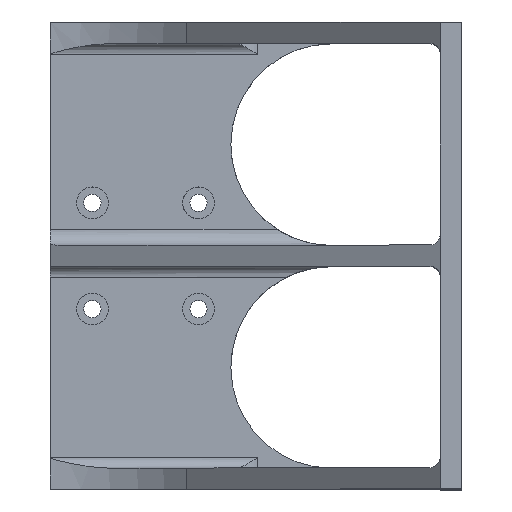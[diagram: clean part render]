
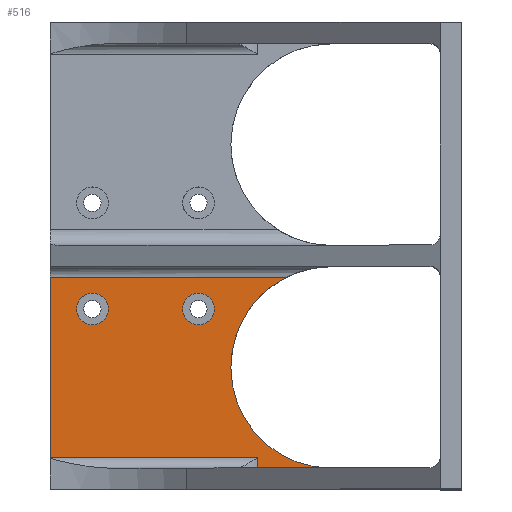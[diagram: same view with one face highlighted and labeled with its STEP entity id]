
A CAD part, top view. The second image highlights one B-rep face of the part: STEP entity #516.
In plain terms, the highlighted planar face has unit normal (0, 0, 1).
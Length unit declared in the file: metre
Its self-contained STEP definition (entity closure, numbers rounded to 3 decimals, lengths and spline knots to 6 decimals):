
#516=ADVANCED_FACE('0:431',(#1228,#1229,#1230),#1231,.T.);
#1228=FACE_OUTER_BOUND('',#7127,.T.);
#1229=FACE_BOUND('',#7128,.T.);
#1230=FACE_BOUND('',#7129,.T.);
#1231=PLANE('',#7130);
#7127=EDGE_LOOP('',(#8478,#8479,#8480,#8481,#8482,#8483,#8484,#8485,#8486,#8487,#8488));
#7128=EDGE_LOOP('',(#8489));
#7129=EDGE_LOOP('',(#8490,#8491));
#7130=AXIS2_PLACEMENT_3D('',#8492,#8493,#8494);
#8478=ORIENTED_EDGE('',*,*,#8991,.T.);
#8479=ORIENTED_EDGE('',*,*,#9102,.T.);
#8480=ORIENTED_EDGE('',*,*,#8884,.F.);
#8481=ORIENTED_EDGE('',*,*,#8921,.T.);
#8482=ORIENTED_EDGE('',*,*,#8943,.T.);
#8483=ORIENTED_EDGE('',*,*,#9142,.T.);
#8484=ORIENTED_EDGE('',*,*,#9234,.T.);
#8485=ORIENTED_EDGE('',*,*,#9139,.T.);
#8486=ORIENTED_EDGE('',*,*,#8905,.T.);
#8487=ORIENTED_EDGE('',*,*,#9047,.T.);
#8488=ORIENTED_EDGE('',*,*,#8992,.T.);
#8489=ORIENTED_EDGE('',*,*,#8949,.T.);
#8490=ORIENTED_EDGE('',*,*,#8955,.T.);
#8491=ORIENTED_EDGE('',*,*,#8954,.T.);
#8492=CARTESIAN_POINT('',(0.00762,-0.013811,0.06275));
#8493=DIRECTION('',(0.,0.,1.0));
#8494=DIRECTION('',(-1.0,0.0,0.));
#8884=EDGE_CURVE('0:1703',#9759,#9761,#9762,.T.);
#8905=EDGE_CURVE('0:740',#9793,#9791,#9794,.F.);
#8921=EDGE_CURVE('0:641',#9759,#9817,#9819,.T.);
#8943=EDGE_CURVE('0:773',#9817,#9851,#9853,.T.);
#8949=EDGE_CURVE('0:1850',#9861,#9861,#9862,.F.);
#8954=EDGE_CURVE('0:1844',#9869,#9870,#9871,.F.);
#8955=EDGE_CURVE('0:1847',#9870,#9869,#9872,.F.);
#8991=EDGE_CURVE('0:1856',#9927,#9925,#9928,.F.);
#8992=EDGE_CURVE('0:1853',#9929,#9927,#9930,.F.);
#9047=EDGE_CURVE('0:842',#9791,#9929,#10009,.T.);
#9102=EDGE_CURVE('1:6959',#9925,#9761,#10086,.F.);
#9139=EDGE_CURVE('0:737',#10129,#9793,#10130,.T.);
#9142=EDGE_CURVE('0:770',#9851,#10121,#10133,.T.);
#9234=EDGE_CURVE('0:2048',#10121,#10129,#10225,.T.);
#9759=VERTEX_POINT('',#14073);
#9761=VERTEX_POINT('',#14076);
#9762=LINE('',#14077,#14078);
#9791=VERTEX_POINT('',#14262);
#9793=VERTEX_POINT('',#14264);
#9794=LINE('',#14265,#14266);
#9817=VERTEX_POINT('',#14345);
#9819=LINE('',#14360,#14361);
#9851=VERTEX_POINT('',#14424);
#9853=LINE('',#14426,#14427);
#9861=VERTEX_POINT('',#14436);
#9862=CIRCLE('',#14437,0.003);
#9869=VERTEX_POINT('',#14444);
#9870=VERTEX_POINT('',#14445);
#9871=CIRCLE('',#14446,0.003);
#9872=CIRCLE('',#14447,0.003);
#9925=VERTEX_POINT('',#14528);
#9927=VERTEX_POINT('',#14543);
#9928=CIRCLE('',#14544,0.019);
#9929=VERTEX_POINT('',#14545);
#9930=CIRCLE('',#14546,0.019);
#10009=LINE('',#14661,#14662);
#10086=LINE('',#14789,#14790);
#10121=VERTEX_POINT('',#14838);
#10129=VERTEX_POINT('',#14850);
#10130=LINE('',#14851,#14852);
#10133=LINE('',#14857,#14858);
#10225=LINE('',#14983,#14984);
#14073=CARTESIAN_POINT('',(-0.02438,-0.028811,0.06275));
#14076=CARTESIAN_POINT('',(-0.02438,0.005189,0.06275));
#14077=CARTESIAN_POINT('',(-0.02438,-0.013811,0.06275));
#14078=VECTOR('',#15121,1.0);
#14262=CARTESIAN_POINT('',(0.0441,-0.030811,0.06275));
#14264=CARTESIAN_POINT('',(0.0441,-0.034811,0.06275));
#14265=CARTESIAN_POINT('',(0.0441,-0.013811,0.06275));
#14266=VECTOR('',#15142,1.0);
#14345=CARTESIAN_POINT('',(0.014671,-0.028811,0.06275));
#14360=CARTESIAN_POINT('',(0.00762,-0.028811,0.06275));
#14361=VECTOR('',#15157,1.0);
#14424=CARTESIAN_POINT('',(0.014671,-0.034811,0.06275));
#14426=CARTESIAN_POINT('',(0.014671,-0.034811,0.06275));
#14427=VECTOR('',#15190,1.0);
#14436=CARTESIAN_POINT('',(-0.01648,-0.003811,0.06275));
#14437=AXIS2_PLACEMENT_3D('',#15198,#15199,#15200);
#14444=CARTESIAN_POINT('',(0.00352,0.002189,0.06275));
#14445=CARTESIAN_POINT('',(0.00652,-0.000811,0.06275));
#14446=AXIS2_PLACEMENT_3D('',#15207,#15208,#15209);
#14447=AXIS2_PLACEMENT_3D('',#15210,#15211,#15212);
#14528=CARTESIAN_POINT('',(0.020135,0.005189,0.06275));
#14543=CARTESIAN_POINT('',(0.00962,-0.011811,0.06275));
#14544=AXIS2_PLACEMENT_3D('',#15262,#15263,#15264);
#14545=CARTESIAN_POINT('',(0.02862,-0.030811,0.06275));
#14546=AXIS2_PLACEMENT_3D('',#15265,#15266,#15267);
#14661=CARTESIAN_POINT('',(0.0491,-0.030811,0.06275));
#14662=VECTOR('',#15319,1.0);
#14789=CARTESIAN_POINT('',(0.00762,0.005189,0.06275));
#14790=VECTOR('',#15370,1.0);
#14838=CARTESIAN_POINT('',(0.0026,-0.034811,0.06275));
#14850=CARTESIAN_POINT('',(0.0491,-0.034811,0.06275));
#14851=CARTESIAN_POINT('',(0.00762,-0.034811,0.06275));
#14852=VECTOR('',#15400,1.0);
#14857=CARTESIAN_POINT('',(0.00762,-0.034811,0.06275));
#14858=VECTOR('',#15403,1.0);
#14983=CARTESIAN_POINT('',(0.00762,-0.034811,0.06275));
#14984=VECTOR('',#15420,1.0);
#15121=DIRECTION('',(0.,1.0,0.));
#15142=DIRECTION('',(0.,-1.0,0.));
#15157=DIRECTION('',(1.0,0.,0.));
#15190=DIRECTION('',(0.,-1.0,0.));
#15198=CARTESIAN_POINT('',(-0.01648,-0.000811,0.06275));
#15199=DIRECTION('',(0.,0.,1.0));
#15200=DIRECTION('',(0.0,-1.0,0.));
#15207=CARTESIAN_POINT('',(0.00352,-0.000811,0.06275));
#15208=DIRECTION('',(0.,0.,1.0));
#15209=DIRECTION('',(0.0,-1.0,0.));
#15210=CARTESIAN_POINT('',(0.00352,-0.000811,0.06275));
#15211=DIRECTION('',(0.,0.,1.0));
#15212=DIRECTION('',(0.0,-1.0,0.));
#15262=CARTESIAN_POINT('',(0.02862,-0.011811,0.06275));
#15263=DIRECTION('',(0.,0.,1.0));
#15264=DIRECTION('',(0.0,-1.0,0.));
#15265=CARTESIAN_POINT('',(0.02862,-0.011811,0.06275));
#15266=DIRECTION('',(0.,0.,1.0));
#15267=DIRECTION('',(0.0,-1.0,0.));
#15319=DIRECTION('',(-1.0,0.,0.));
#15370=DIRECTION('',(1.0,0.,0.));
#15400=DIRECTION('',(-1.0,0.,0.));
#15403=DIRECTION('',(-1.0,0.,0.));
#15420=DIRECTION('',(1.0,0.,0.));
